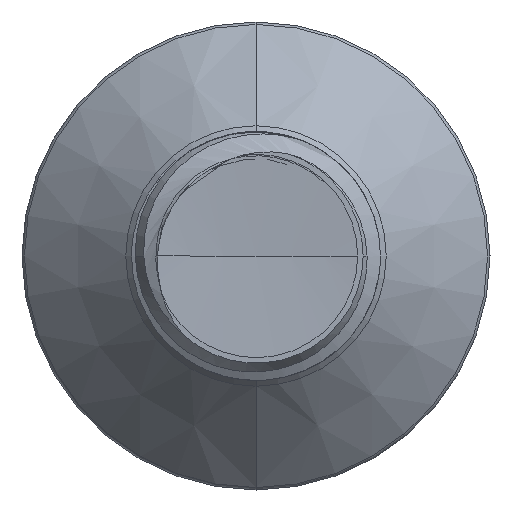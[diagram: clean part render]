
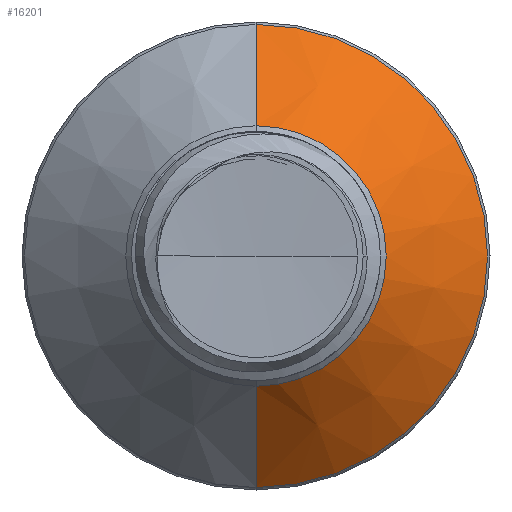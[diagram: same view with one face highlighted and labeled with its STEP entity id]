
A CAD part, front view. The second image highlights one B-rep face of the part: STEP entity #16201.
In plain terms, the highlighted conical face has half-angle 45 degrees and reference radius 1.308 mm.
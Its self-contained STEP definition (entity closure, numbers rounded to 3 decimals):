
#1032 = EDGE_CURVE ( 'NONE', #16643, #8456, #10337, .T. ) ;
#2172 = DIRECTION ( 'NONE',  ( 0., 0., 1. ) ) ;
#2309 = VECTOR ( 'NONE', #2726, 1000. ) ;
#2672 = EDGE_CURVE ( 'NONE', #10707, #16643, #14180, .T. ) ;
#2726 = DIRECTION ( 'NONE',  ( 0., 0.707, 0.707 ) ) ;
#3160 = CARTESIAN_POINT ( 'NONE',  ( 0., 8.455, 1.308 ) ) ;
#5885 = CARTESIAN_POINT ( 'NONE',  ( 0., 9.472, 2.325 ) ) ;
#7992 = CARTESIAN_POINT ( 'NONE',  ( 0., 9.472, -2.325 ) ) ;
#8456 = VERTEX_POINT ( 'NONE', #7992 ) ;
#8859 = CIRCLE ( 'NONE', #14875, 2.325 ) ;
#8990 = ORIENTED_EDGE ( 'NONE', *, *, #2672, .T. ) ;
#9266 = DIRECTION ( 'NONE',  ( 0., 1., 0. ) ) ;
#9565 = VECTOR ( 'NONE', #15297, 1000. ) ;
#10337 = LINE ( 'NONE', #15126, #9565 ) ;
#10707 = VERTEX_POINT ( 'NONE', #3160 ) ;
#11677 = CARTESIAN_POINT ( 'NONE',  ( 0., 8.455, 0. ) ) ;
#13946 = VERTEX_POINT ( 'NONE', #5885 ) ;
#14140 = DIRECTION ( 'NONE',  ( 0., 0., 1. ) ) ;
#14180 = CIRCLE ( 'NONE', #21749, 1.308 ) ;
#14386 = CONICAL_SURFACE ( 'NONE', #27188, 1.308, 0.785 ) ;
#14875 = AXIS2_PLACEMENT_3D ( 'NONE', #31773, #16971, #2172 ) ;
#15126 = CARTESIAN_POINT ( 'NONE',  ( 0., 8.455, -1.308 ) ) ;
#15167 = FACE_OUTER_BOUND ( 'NONE', #21407, .T. ) ;
#15297 = DIRECTION ( 'NONE',  ( 0., 0.707, -0.707 ) ) ;
#15447 = LINE ( 'NONE', #17534, #2309 ) ;
#16201 = ADVANCED_FACE ( 'NONE', ( #15167 ), #14386, .T. ) ;
#16643 = VERTEX_POINT ( 'NONE', #18285 ) ;
#16971 = DIRECTION ( 'NONE',  ( 0., 1., 0. ) ) ;
#17534 = CARTESIAN_POINT ( 'NONE',  ( 0., 8.455, 1.308 ) ) ;
#18285 = CARTESIAN_POINT ( 'NONE',  ( 0., 8.455, -1.308 ) ) ;
#21407 = EDGE_LOOP ( 'NONE', ( #8990, #22120, #28676, #22892 ) ) ;
#21749 = AXIS2_PLACEMENT_3D ( 'NONE', #24086, #9266, #26554 ) ;
#22120 = ORIENTED_EDGE ( 'NONE', *, *, #1032, .T. ) ;
#22892 = ORIENTED_EDGE ( 'NONE', *, *, #24822, .F. ) ;
#24086 = CARTESIAN_POINT ( 'NONE',  ( 0., 8.455, 0. ) ) ;
#24822 = EDGE_CURVE ( 'NONE', #10707, #13946, #15447, .T. ) ;
#26487 = DIRECTION ( 'NONE',  ( 0., 1., 0. ) ) ;
#26554 = DIRECTION ( 'NONE',  ( 0., 0., 1. ) ) ;
#27188 = AXIS2_PLACEMENT_3D ( 'NONE', #11677, #26487, #14140 ) ;
#28676 = ORIENTED_EDGE ( 'NONE', *, *, #29772, .F. ) ;
#29772 = EDGE_CURVE ( 'NONE', #13946, #8456, #8859, .T. ) ;
#31773 = CARTESIAN_POINT ( 'NONE',  ( 0., 9.472, 0. ) ) ;
